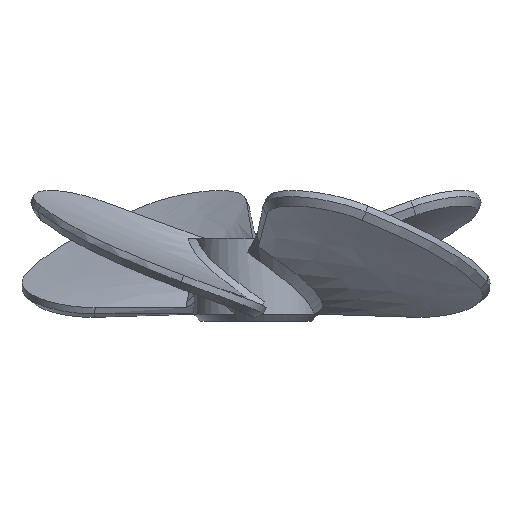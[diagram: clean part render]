
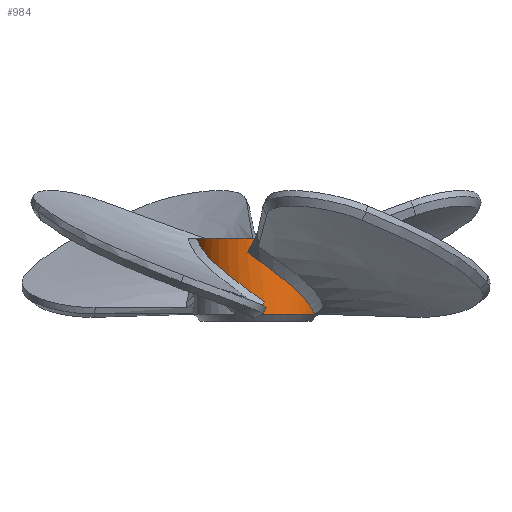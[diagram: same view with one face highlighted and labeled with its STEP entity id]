
A CAD part, front view. The second image highlights one B-rep face of the part: STEP entity #984.
In plain terms, the highlighted cylindrical face has radius 8.982 mm (diameter 17.963 mm), a partial arc.
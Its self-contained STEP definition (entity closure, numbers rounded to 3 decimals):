
#109=CARTESIAN_POINT('Axis2P3D Location',(0.,0.,5.)) ;
#885=CARTESIAN_POINT('Control Point',(-0.219,-8.979,-1.)) ;
#886=CARTESIAN_POINT('Control Point',(0.041,-8.985,-0.667)) ;
#887=CARTESIAN_POINT('Control Point',(0.3,-8.98,-0.334)) ;
#888=CARTESIAN_POINT('Control Point',(0.558,-8.964,0.)) ;
#889=CARTESIAN_POINT('Vertex',(-0.219,-8.979,-1.)) ;
#891=CARTESIAN_POINT('Vertex',(0.558,-8.964,0.)) ;
#894=CARTESIAN_POINT('Axis2P3D Location',(0.,0.,-1.)) ;
#898=CARTESIAN_POINT('Vertex',(8.476,-2.972,-1.)) ;
#902=CARTESIAN_POINT('Control Point',(-1.231,-8.897,8.01)) ;
#903=CARTESIAN_POINT('Control Point',(-1.031,-8.925,7.859)) ;
#904=CARTESIAN_POINT('Control Point',(-0.829,-8.947,7.706)) ;
#905=CARTESIAN_POINT('Control Point',(-0.623,-8.963,7.552)) ;
#906=CARTESIAN_POINT('Control Point',(-0.21,-8.985,7.241)) ;
#907=CARTESIAN_POINT('Control Point',(0.209,-8.983,6.927)) ;
#908=CARTESIAN_POINT('Control Point',(0.419,-8.976,6.769)) ;
#909=CARTESIAN_POINT('Control Point',(1.432,-8.91,6.011)) ;
#910=CARTESIAN_POINT('Control Point',(2.454,-8.699,5.249)) ;
#911=CARTESIAN_POINT('Control Point',(3.246,-8.436,4.655)) ;
#912=CARTESIAN_POINT('Control Point',(4.376,-7.908,3.773)) ;
#913=CARTESIAN_POINT('Control Point',(5.388,-7.203,2.903)) ;
#914=CARTESIAN_POINT('Control Point',(5.71,-6.951,2.613)) ;
#915=CARTESIAN_POINT('Control Point',(6.653,-6.12,1.723)) ;
#916=CARTESIAN_POINT('Control Point',(7.427,-5.152,0.834)) ;
#917=CARTESIAN_POINT('Control Point',(7.861,-4.454,0.232)) ;
#918=CARTESIAN_POINT('Control Point',(8.21,-3.729,-0.378)) ;
#919=CARTESIAN_POINT('Control Point',(8.476,-2.972,-1.)) ;
#920=CARTESIAN_POINT('Vertex',(-1.231,-8.897,8.01)) ;
#924=CARTESIAN_POINT('Control Point',(-0.647,-8.958,8.809)) ;
#925=CARTESIAN_POINT('Control Point',(-0.839,-8.944,8.541)) ;
#926=CARTESIAN_POINT('Control Point',(-1.034,-8.924,8.274)) ;
#927=CARTESIAN_POINT('Control Point',(-1.231,-8.897,8.01)) ;
#928=CARTESIAN_POINT('Vertex',(-0.647,-8.958,8.809)) ;
#932=CARTESIAN_POINT('Control Point',(0.19,-8.98,10.)) ;
#933=CARTESIAN_POINT('Control Point',(-0.085,-8.985,9.6)) ;
#934=CARTESIAN_POINT('Control Point',(-0.364,-8.979,9.203)) ;
#935=CARTESIAN_POINT('Control Point',(-0.647,-8.958,8.809)) ;
#936=CARTESIAN_POINT('Vertex',(0.19,-8.98,10.)) ;
#939=CARTESIAN_POINT('Axis2P3D Location',(0.,0.,10.)) ;
#943=CARTESIAN_POINT('Vertex',(-8.601,-2.586,10.)) ;
#947=CARTESIAN_POINT('Control Point',(1.193,-8.902,0.821)) ;
#948=CARTESIAN_POINT('Control Point',(1.037,-8.923,0.937)) ;
#949=CARTESIAN_POINT('Control Point',(0.88,-8.94,1.053)) ;
#950=CARTESIAN_POINT('Control Point',(0.723,-8.955,1.17)) ;
#951=CARTESIAN_POINT('Control Point',(0.245,-8.987,1.524)) ;
#952=CARTESIAN_POINT('Control Point',(-0.236,-8.987,1.881)) ;
#953=CARTESIAN_POINT('Control Point',(-0.559,-8.973,2.121)) ;
#954=CARTESIAN_POINT('Control Point',(-1.365,-8.901,2.72)) ;
#955=CARTESIAN_POINT('Control Point',(-2.167,-8.737,3.319)) ;
#956=CARTESIAN_POINT('Control Point',(-2.643,-8.605,3.676)) ;
#957=CARTESIAN_POINT('Control Point',(-3.499,-8.303,4.328)) ;
#958=CARTESIAN_POINT('Control Point',(-4.312,-7.895,4.972)) ;
#959=CARTESIAN_POINT('Control Point',(-4.671,-7.688,5.264)) ;
#960=CARTESIAN_POINT('Control Point',(-6.003,-6.815,6.384)) ;
#961=CARTESIAN_POINT('Control Point',(-7.118,-5.665,7.494)) ;
#962=CARTESIAN_POINT('Control Point',(-7.784,-4.694,8.317)) ;
#963=CARTESIAN_POINT('Control Point',(-8.277,-3.663,9.154)) ;
#964=CARTESIAN_POINT('Control Point',(-8.601,-2.586,10.)) ;
#965=CARTESIAN_POINT('Vertex',(1.193,-8.902,0.821)) ;
#969=CARTESIAN_POINT('Control Point',(0.558,-8.964,0.)) ;
#970=CARTESIAN_POINT('Control Point',(0.77,-8.951,0.274)) ;
#971=CARTESIAN_POINT('Control Point',(0.982,-8.93,0.548)) ;
#972=CARTESIAN_POINT('Control Point',(1.193,-8.902,0.821)) ;
#110=DIRECTION('Axis2P3D Direction',(0.,0.,1.)) ;
#111=DIRECTION('Axis2P3D XDirection',(1.,0.,0.)) ;
#895=DIRECTION('Axis2P3D Direction',(0.,0.,1.)) ;
#940=DIRECTION('Axis2P3D Direction',(0.,0.,1.)) ;
#112=AXIS2_PLACEMENT_3D('Cylinder Axis2P3D',#109,#110,#111) ;
#896=AXIS2_PLACEMENT_3D('Circle Axis2P3D',#894,#895,$) ;
#941=AXIS2_PLACEMENT_3D('Circle Axis2P3D',#939,#940,$) ;
#975=ORIENTED_EDGE('',*,*,#893,.F.) ;
#976=ORIENTED_EDGE('',*,*,#900,.F.) ;
#977=ORIENTED_EDGE('',*,*,#922,.T.) ;
#978=ORIENTED_EDGE('',*,*,#930,.T.) ;
#979=ORIENTED_EDGE('',*,*,#938,.F.) ;
#980=ORIENTED_EDGE('',*,*,#945,.F.) ;
#981=ORIENTED_EDGE('',*,*,#967,.F.) ;
#982=ORIENTED_EDGE('',*,*,#973,.T.) ;
#984=ADVANCED_FACE('PartBody',(#983),#113,.T.) ;
#884=B_SPLINE_CURVE_WITH_KNOTS('',3,(#885,#886,#887,#888),.UNSPECIFIED.,.F.,.U.,(4,4),(1.04,2.831),.UNSPECIFIED.) ;
#901=B_SPLINE_CURVE_WITH_KNOTS('',5,(#902,#903,#904,#905,#906,#907,#908,#909,#910,#911,#912,#913,#914,#915,#916,#917,#918,#919),.UNSPECIFIED.,.F.,.U.,(6,3,3,3,3,6),(20.536,23.62,26.703,38.409,44.254,56.438),.UNSPECIFIED.) ;
#923=B_SPLINE_CURVE_WITH_KNOTS('',3,(#924,#925,#926,#927),.UNSPECIFIED.,.F.,.U.,(4,4),(0.,1.4),.UNSPECIFIED.) ;
#931=B_SPLINE_CURVE_WITH_KNOTS('',3,(#932,#933,#934,#935),.UNSPECIFIED.,.F.,.U.,(4,4),(0.,2.057),.UNSPECIFIED.) ;
#946=B_SPLINE_CURVE_WITH_KNOTS('',5,(#947,#948,#949,#950,#951,#952,#953,#954,#955,#956,#957,#958,#959,#960,#961,#962,#963,#964),.UNSPECIFIED.,.F.,.U.,(6,3,3,3,3,6),(16.885,19.207,23.899,30.913,36.759,53.42),.UNSPECIFIED.) ;
#968=B_SPLINE_CURVE_WITH_KNOTS('',3,(#969,#970,#971,#972),.UNSPECIFIED.,.F.,.U.,(4,4),(0.,1.47),.UNSPECIFIED.) ;
#897=CIRCLE('generated circle',#896,8.982) ;
#942=CIRCLE('generated circle',#941,8.982) ;
#113=CYLINDRICAL_SURFACE('generated cylinder',#112,8.982) ;
#893=EDGE_CURVE('',#890,#892,#884,.T.) ;
#900=EDGE_CURVE('',#899,#890,#897,.F.) ;
#922=EDGE_CURVE('',#899,#921,#901,.F.) ;
#930=EDGE_CURVE('',#921,#929,#923,.F.) ;
#938=EDGE_CURVE('',#937,#929,#931,.T.) ;
#945=EDGE_CURVE('',#944,#937,#942,.T.) ;
#967=EDGE_CURVE('',#966,#944,#946,.T.) ;
#973=EDGE_CURVE('',#966,#892,#968,.F.) ;
#974=EDGE_LOOP('',(#975,#976,#977,#978,#979,#980,#981,#982)) ;
#983=FACE_OUTER_BOUND('',#974,.T.) ;
#890=VERTEX_POINT('',#889) ;
#892=VERTEX_POINT('',#891) ;
#899=VERTEX_POINT('',#898) ;
#921=VERTEX_POINT('',#920) ;
#929=VERTEX_POINT('',#928) ;
#937=VERTEX_POINT('',#936) ;
#944=VERTEX_POINT('',#943) ;
#966=VERTEX_POINT('',#965) ;
